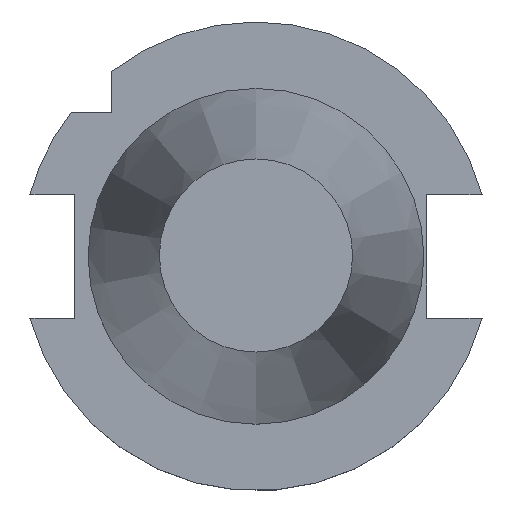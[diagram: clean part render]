
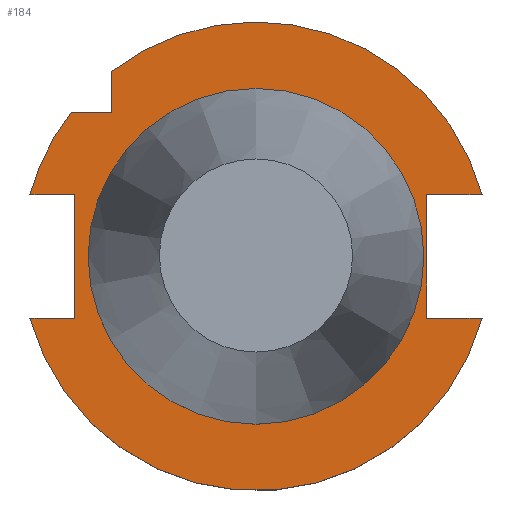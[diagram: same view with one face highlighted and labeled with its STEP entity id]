
A CAD part, top view. The second image highlights one B-rep face of the part: STEP entity #184.
In plain terms, the highlighted planar face has unit normal (0, 0, 1).
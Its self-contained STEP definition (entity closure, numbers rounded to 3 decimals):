
#168=EDGE_CURVE('240[2]',#516,#517,#518,.T.);
#184=ADVANCED_FACE('240[2]',(#540,#541),#542,.T.);
#199=EDGE_CURVE('240[2]',#567,#520,#568,.T.);
#291=EDGE_CURVE('240[2]',#567,#712,#713,.T.);
#350=EDGE_CURVE('240[2]',#591,#781,#794,.T.);
#372=EDGE_CURVE('240[2]',#738,#516,#821,.T.);
#404=EDGE_CURVE('240[2]',#653,#862,#863,.T.);
#409=EDGE_CURVE('240[2]',#825,#591,#869,.T.);
#411=EDGE_CURVE('240[2]',#738,#781,#871,.T.);
#415=EDGE_CURVE('240[2]',#653,#825,#875,.T.);
#441=EDGE_CURVE('240[2]',#712,#862,#906,.T.);
#472=EDGE_CURVE('240[2]',#517,#520,#939,.T.);
#474=EDGE_CURVE('240[2]',#941,#941,#942,.T.);
#516=VERTEX_POINT('',#981);
#517=VERTEX_POINT('',#982);
#518=LINE('',#983,#984);
#520=VERTEX_POINT('',#987);
#540=FACE_BOUND('',#1013,.T.);
#541=FACE_OUTER_BOUND('',#1014,.T.);
#542=PLANE('',#1015);
#567=VERTEX_POINT('',#1048);
#568=CIRCLE('',#1049,48.75);
#591=VERTEX_POINT('',#1079);
#653=VERTEX_POINT('',#1227);
#712=VERTEX_POINT('',#1325);
#713=LINE('',#1326,#1327);
#738=VERTEX_POINT('',#1389);
#781=VERTEX_POINT('',#1453);
#794=LINE('',#1473,#1474);
#821=LINE('',#1523,#1524);
#825=VERTEX_POINT('',#1531);
#862=VERTEX_POINT('',#1592);
#863=CIRCLE('',#1593,48.75);
#869=LINE('',#1601,#1602);
#871=CIRCLE('',#1605,48.75);
#875=LINE('',#1612,#1613);
#906=LINE('',#1657,#1658);
#939=LINE('',#1804,#1805);
#941=VERTEX_POINT('',#1808);
#942=CIRCLE('',#1809,34.925);
#981=CARTESIAN_POINT('',(35.5,-12.85,-3.2));
#982=CARTESIAN_POINT('',(35.5,12.85,-3.2));
#983=CARTESIAN_POINT('',(35.5,20.919,-3.2));
#984=VECTOR('',#1870,1.0);
#987=CARTESIAN_POINT('',(47.026,12.85,-3.2));
#1013=EDGE_LOOP('',(#1903));
#1014=EDGE_LOOP('',(#1904,#1905,#1906,#1907,#1908,#1909,#1910,#1911,#1912,#1913,#1914));
#1015=AXIS2_PLACEMENT_3D('',#1915,#1916,#1917);
#1048=CARTESIAN_POINT('',(-30.0,38.426,-3.2));
#1049=AXIS2_PLACEMENT_3D('',#1937,#1938,#1939);
#1079=CARTESIAN_POINT('',(-37.7,-12.85,-3.2));
#1227=CARTESIAN_POINT('',(-47.026,12.85,-3.2));
#1325=CARTESIAN_POINT('',(-30.0,30.0,-3.2));
#1326=CARTESIAN_POINT('',(-30.0,38.978,-3.2));
#1327=VECTOR('',#2119,1.0);
#1389=CARTESIAN_POINT('',(47.026,-12.85,-3.2));
#1453=CARTESIAN_POINT('',(-47.026,-12.85,-3.2));
#1473=CARTESIAN_POINT('',(-21.972,-12.85,-3.2));
#1474=VECTOR('',#2190,1.0);
#1523=CARTESIAN_POINT('',(21.422,-12.85,-3.2));
#1524=VECTOR('',#2216,1.0);
#1531=CARTESIAN_POINT('',(-37.7,12.85,-3.2));
#1592=CARTESIAN_POINT('',(-38.426,30.0,-3.2));
#1593=AXIS2_PLACEMENT_3D('',#2263,#2264,#2265);
#1601=CARTESIAN_POINT('',(-37.7,20.919,-3.2));
#1602=VECTOR('',#2274,1.0);
#1605=AXIS2_PLACEMENT_3D('',#2275,#2276,#2277);
#1612=CARTESIAN_POINT('',(-21.972,12.85,-3.2));
#1613=VECTOR('',#2279,1.0);
#1657=CARTESIAN_POINT('',(-18.059,30.0,-3.2));
#1658=VECTOR('',#2325,1.0);
#1804=CARTESIAN_POINT('',(21.422,12.85,-3.2));
#1805=VECTOR('',#2349,1.0);
#1808=CARTESIAN_POINT('',(0.,34.925,-3.2));
#1809=AXIS2_PLACEMENT_3D('',#2350,#2351,#2352);
#1870=DIRECTION('',(0.0,1.0,0.));
#1903=ORIENTED_EDGE('',*,*,#474,.T.);
#1904=ORIENTED_EDGE('',*,*,#291,.T.);
#1905=ORIENTED_EDGE('',*,*,#441,.T.);
#1906=ORIENTED_EDGE('',*,*,#404,.F.);
#1907=ORIENTED_EDGE('',*,*,#415,.T.);
#1908=ORIENTED_EDGE('',*,*,#409,.T.);
#1909=ORIENTED_EDGE('',*,*,#350,.T.);
#1910=ORIENTED_EDGE('',*,*,#411,.F.);
#1911=ORIENTED_EDGE('',*,*,#372,.T.);
#1912=ORIENTED_EDGE('',*,*,#168,.T.);
#1913=ORIENTED_EDGE('',*,*,#472,.T.);
#1914=ORIENTED_EDGE('',*,*,#199,.F.);
#1915=CARTESIAN_POINT('',(0.,41.838,-3.2));
#1916=DIRECTION('',(0.,0.,1.0));
#1917=DIRECTION('',(0.,-1.0,0.));
#1937=CARTESIAN_POINT('',(0.,0.,-3.2));
#1938=DIRECTION('',(0.,0.,-1.0));
#1939=DIRECTION('',(0.,1.0,0.));
#2119=DIRECTION('',(0.0,-1.0,0.));
#2190=DIRECTION('',(-1.0,0.,0.));
#2216=DIRECTION('',(-1.0,0.,0.));
#2263=CARTESIAN_POINT('',(0.,0.,-3.2));
#2264=DIRECTION('',(0.,0.,-1.0));
#2265=DIRECTION('',(0.,1.0,0.));
#2274=DIRECTION('',(0.0,-1.0,0.));
#2275=CARTESIAN_POINT('',(0.,0.,-3.2));
#2276=DIRECTION('',(0.,0.,-1.0));
#2277=DIRECTION('',(0.,1.0,0.));
#2279=DIRECTION('',(1.0,0.,0.));
#2325=DIRECTION('',(-1.0,0.0,0.));
#2349=DIRECTION('',(1.0,0.,0.));
#2350=CARTESIAN_POINT('',(0.,0.,-3.2));
#2351=DIRECTION('',(0.,0.,-1.0));
#2352=DIRECTION('',(0.,1.0,0.));
